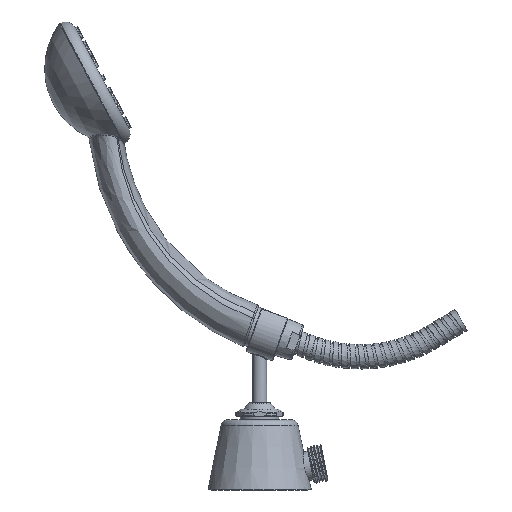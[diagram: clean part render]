
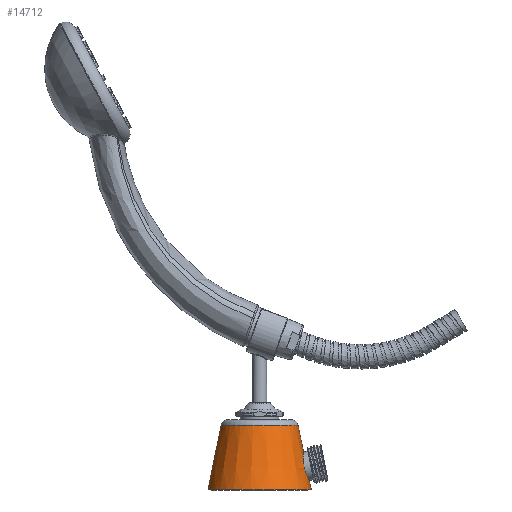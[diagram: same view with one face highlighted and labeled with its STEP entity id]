
A CAD part, left-side view. The second image highlights one B-rep face of the part: STEP entity #14712.
In plain terms, the highlighted conical face has half-angle 11.448 degrees and reference radius 25.625 mm.
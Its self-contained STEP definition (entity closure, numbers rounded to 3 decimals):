
#25=CARTESIAN_POINT('',(0.,-28.303,5.169));
#26=CARTESIAN_POINT('',(-0.306,-28.303,5.169));
#27=CARTESIAN_POINT('',(-0.919,-28.287,5.2));
#28=CARTESIAN_POINT('',(-1.829,-28.215,5.337));
#29=CARTESIAN_POINT('',(-2.723,-28.096,5.566));
#30=CARTESIAN_POINT('',(-3.589,-27.933,5.886));
#31=CARTESIAN_POINT('',(-4.42,-27.729,6.297));
#32=CARTESIAN_POINT('',(-5.201,-27.49,6.794));
#33=CARTESIAN_POINT('',(-5.92,-27.223,7.375));
#34=CARTESIAN_POINT('',(-6.568,-26.937,8.032));
#35=CARTESIAN_POINT('',(-7.131,-26.642,8.753));
#36=CARTESIAN_POINT('',(-7.604,-26.346,9.531));
#37=CARTESIAN_POINT('',(-7.98,-26.061,10.35));
#38=CARTESIAN_POINT('',(-8.257,-25.793,11.202));
#39=CARTESIAN_POINT('',(-8.434,-25.549,12.076));
#40=CARTESIAN_POINT('',(-8.512,-25.333,12.963));
#41=CARTESIAN_POINT('',(-8.492,-25.149,13.858));
#42=CARTESIAN_POINT('',(-8.376,-24.999,14.743));
#43=CARTESIAN_POINT('',(-8.166,-24.883,15.613));
#44=CARTESIAN_POINT('',(-7.868,-24.8,16.456));
#45=CARTESIAN_POINT('',(-7.484,-24.748,17.268));
#46=CARTESIAN_POINT('',(-7.015,-24.722,18.043));
#47=CARTESIAN_POINT('',(-6.466,-24.719,18.77));
#48=CARTESIAN_POINT('',(-5.84,-24.735,19.444));
#49=CARTESIAN_POINT('',(-5.143,-24.765,20.051));
#50=CARTESIAN_POINT('',(-4.383,-24.802,20.583));
#51=CARTESIAN_POINT('',(-3.564,-24.841,21.032));
#52=CARTESIAN_POINT('',(-2.706,-24.877,21.387));
#53=CARTESIAN_POINT('',(-1.816,-24.907,21.643));
#54=CARTESIAN_POINT('',(-0.91,-24.925,21.797));
#55=CARTESIAN_POINT('',(-0.303,-24.929,21.831));
#56=CARTESIAN_POINT('',(0.,-24.929,21.831));
#58=CARTESIAN_POINT('',(0.,0.,0.));
#59=DIRECTION('',(0.,0.,-1.));
#60=DIRECTION('',(0.,-1.,0.));
#61=AXIS2_PLACEMENT_3D('',#58,#59,#60);
#63=CARTESIAN_POINT('',(0.,0.,36.794));
#64=DIRECTION('',(0.,0.,1.));
#65=DIRECTION('',(0.,1.,0.));
#66=AXIS2_PLACEMENT_3D('',#63,#64,#65);
#109=DIRECTION('',(0.,0.198,0.98));
#110=VECTOR('',#109,15.267);
#111=CARTESIAN_POINT('',(0.,-24.929,21.831));
#112=LINE('',#111,#110);
#118=DIRECTION('',(0.,-0.198,0.98));
#119=VECTOR('',#118,37.541);
#120=CARTESIAN_POINT('',(0.,29.35,0.));
#121=LINE('',#120,#119);
#127=DIRECTION('',(0.,0.198,0.98));
#128=VECTOR('',#127,5.274);
#129=CARTESIAN_POINT('',(0.,-29.35,0.));
#130=LINE('',#129,#128);
#13374=CARTESIAN_POINT('',(0.,-29.35,0.));
#13375=CARTESIAN_POINT('',(0.,29.35,0.));
#13376=VERTEX_POINT('',#13374);
#13377=VERTEX_POINT('',#13375);
#13386=CARTESIAN_POINT('',(0.,-21.899,36.794));
#13387=CARTESIAN_POINT('',(0.,21.899,36.794));
#13388=VERTEX_POINT('',#13386);
#13389=VERTEX_POINT('',#13387);
#13398=VERTEX_POINT('',#25);
#13399=VERTEX_POINT('',#56);
#14693=CARTESIAN_POINT('',(0.,0.,18.397));
#14694=DIRECTION('',(0.,0.,-1.));
#14695=DIRECTION('',(0.,1.,0.));
#14696=AXIS2_PLACEMENT_3D('',#14693,#14694,#14695);
#14697=CONICAL_SURFACE('',#14696,25.625,11.448);
#14699=ORIENTED_EDGE('',*,*,#14698,.F.);
#14701=ORIENTED_EDGE('',*,*,#14700,.F.);
#14703=ORIENTED_EDGE('',*,*,#14702,.T.);
#14705=ORIENTED_EDGE('',*,*,#14704,.T.);
#14707=ORIENTED_EDGE('',*,*,#14706,.T.);
#14709=ORIENTED_EDGE('',*,*,#14708,.F.);
#14710=EDGE_LOOP('',(#14699,#14701,#14703,#14705,#14707,#14709));
#14711=FACE_OUTER_BOUND('',#14710,.F.);
#14712=ADVANCED_FACE('',(#14711),#14697,.T.);
#57=B_SPLINE_CURVE_WITH_KNOTS('',3,(#25,#26,#27,#28,#29,#30,#31,#32,#33,#34,#35,
#36,#37,#38,#39,#40,#41,#42,#43,#44,#45,#46,#47,#48,#49,#50,#51,#52,#53,#54,#55,
#56),.UNSPECIFIED.,.F.,.F.,(4,1,1,1,1,1,1,1,1,1,1,1,1,1,1,1,1,1,1,1,1,1,1,1,1,1,
1,1,1,4),(0.,0.034,0.069,0.103,
0.138,0.172,0.207,0.241,
0.276,0.31,0.345,0.379,
0.414,0.448,0.483,0.517,
0.552,0.586,0.621,0.655,
0.69,0.724,0.759,0.793,
0.828,0.862,0.897,0.931,
0.966,1.),.UNSPECIFIED.);
#62=CIRCLE('',#61,29.35);
#67=CIRCLE('',#66,21.899);
#14698=EDGE_CURVE('',#13398,#13399,#57,.T.);
#14700=EDGE_CURVE('',#13376,#13398,#130,.T.);
#14702=EDGE_CURVE('',#13376,#13377,#62,.T.);
#14704=EDGE_CURVE('',#13377,#13389,#121,.T.);
#14706=EDGE_CURVE('',#13389,#13388,#67,.T.);
#14708=EDGE_CURVE('',#13399,#13388,#112,.T.);
